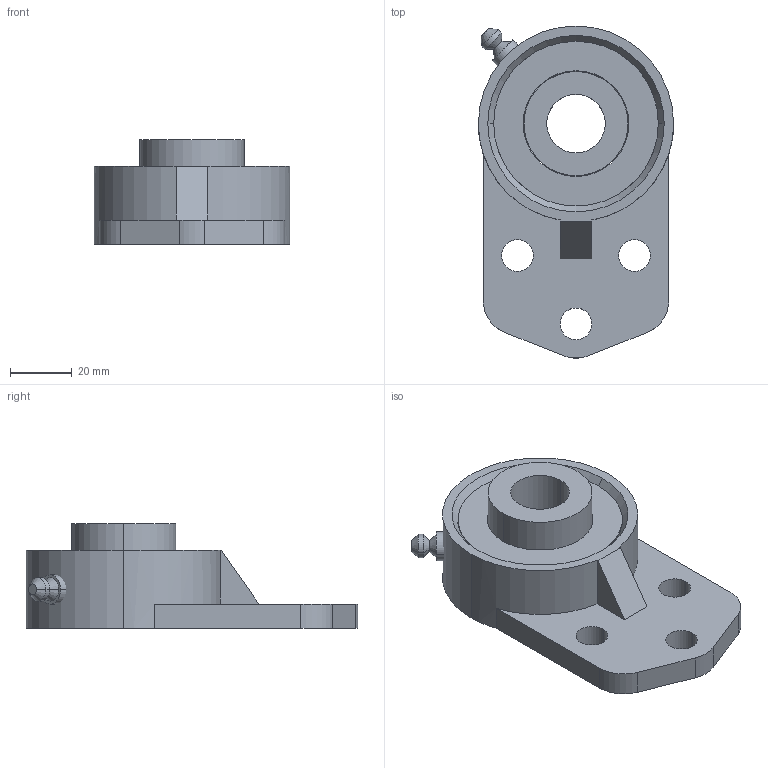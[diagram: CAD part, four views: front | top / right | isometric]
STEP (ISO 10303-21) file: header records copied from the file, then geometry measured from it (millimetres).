
FILE_DESCRIPTION (( 'STEP AP203' ), '1' );
FILE_NAME ('8260K11.step', '2013-05-31T16:17:38', ( 'jim' ), ( '' ), 'SwSTEP 2.0', 'SolidWorks 2010', '' );
FILE_SCHEMA (( 'CONFIG_CONTROL_DESIGN' ));
Length unit declared in the file: inch
Products named in the file (1): 8260K11
Bounding box: 63.5 x 107.92 x 34.13 mm (x, y, z)
Volume: 71045.7 mm3; surface area: 38989.3 mm2
Topology: 12 solids, 12 shells, 89 faces, 212 edges, 136 vertices
Faces by surface type: cylinder 30, plane 21, torus 14, cone 12, sphere 12
Entity records: 2483 total; most frequent: DIRECTION 480, CARTESIAN_POINT 390, ORIENTED_EDGE 364, AXIS2_PLACEMENT_3D 208, EDGE_CURVE 182, VERTEX_POINT 118, CIRCLE 118, EDGE_LOOP 106
